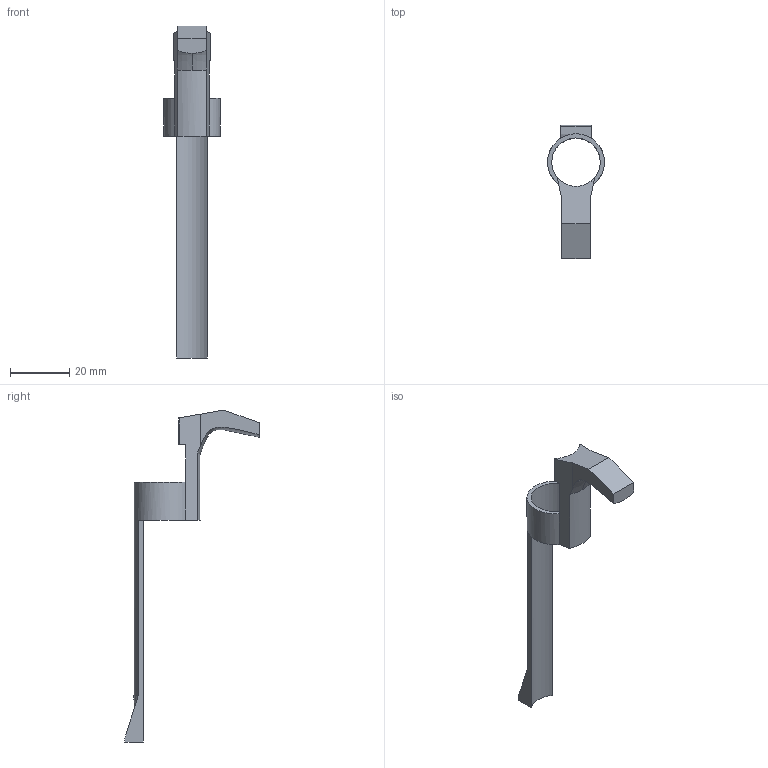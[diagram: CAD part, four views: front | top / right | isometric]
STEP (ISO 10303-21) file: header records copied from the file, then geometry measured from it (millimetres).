
FILE_DESCRIPTION(/* description */ (''),/* implementation_level */ '2;1');
FILE_NAME(/* name */ 'TRIGGER_STANDARD[1.1].step',/* time_stamp */ '2021-03-02T07:50:42-05:00',/* author */ (''),/* organization */ (''),/* preprocessor_version */ 'ST-DEVELOPER v18.1',/* originating_system */ 'Autodesk Translation Framework v9.7.0.1280',/* authorisation */ '');
FILE_SCHEMA (('AUTOMOTIVE_DESIGN { 1 0 10303 214 3 1 1 }'));
Length unit declared in the file: inch
Products named in the file (2): TRIGGER_STANDARD[1.1]; Component2
Assembly tree (1 placements, depth 2):
  TRIGGER_STANDARD[1.1]
    Component2
Bounding box: 19.11 x 45.15 x 111.69 mm (x, y, z)
Volume: 4993.2 mm3; surface area: 5078.8 mm2
Topology: 1 solids, 1 shells, 34 faces, 96 edges, 63 vertices
Faces by surface type: plane 15, bspline 11, cylinder 8
Full cylindrical faces by diameter (mm): 16.307 x1
Entity records: 1328 total; most frequent: CARTESIAN_POINT 459, ORIENTED_EDGE 192, DIRECTION 143, EDGE_CURVE 96, VERTEX_POINT 63, AXIS2_PLACEMENT_3D 48, LINE 47, VECTOR 47
